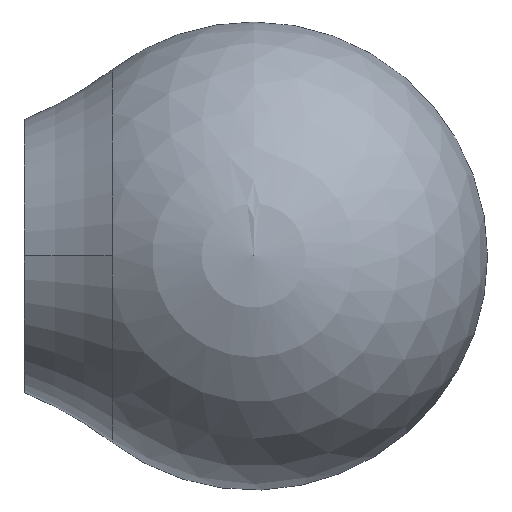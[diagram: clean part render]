
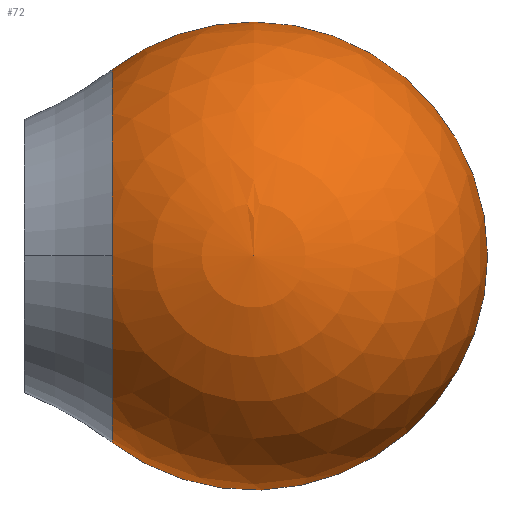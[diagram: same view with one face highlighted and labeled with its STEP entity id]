
A CAD part, top view. The second image highlights one B-rep face of the part: STEP entity #72.
In plain terms, the highlighted spherical face has radius 6 mm.
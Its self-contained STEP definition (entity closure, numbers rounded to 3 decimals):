
#3 = VERTEX_POINT ( 'NONE', #250 ) ;
#6 = ORIENTED_EDGE ( 'NONE', *, *, #93, .F. ) ;
#12 = CARTESIAN_POINT ( 'NONE',  ( 2.252, 0., 0. ) ) ;
#31 = CIRCLE ( 'NONE', #177, 4.784 ) ;
#34 = SPHERICAL_SURFACE ( 'NONE', #80, 6. ) ;
#45 = AXIS2_PLACEMENT_3D ( 'NONE', #12, #259, #239 ) ;
#65 = CIRCLE ( 'NONE', #160, 6. ) ;
#70 = AXIS2_PLACEMENT_3D ( 'NONE', #97, #75, #136 ) ;
#72 = ADVANCED_FACE ( 'NONE', ( #111 ), #34, .T. ) ;
#75 = DIRECTION ( 'NONE',  ( 0., 0., 1. ) ) ;
#78 = DIRECTION ( 'NONE',  ( 0., 0., -1. ) ) ;
#80 = AXIS2_PLACEMENT_3D ( 'NONE', #99, #214, #103 ) ;
#87 = EDGE_CURVE ( 'NONE', #3, #185, #31, .T. ) ;
#90 = ORIENTED_EDGE ( 'NONE', *, *, #150, .T. ) ;
#91 = ORIENTED_EDGE ( 'NONE', *, *, #87, .T. ) ;
#93 = EDGE_CURVE ( 'NONE', #144, #185, #65, .T. ) ;
#97 = CARTESIAN_POINT ( 'NONE',  ( 5.873, 0., 0. ) ) ;
#99 = CARTESIAN_POINT ( 'NONE',  ( 5.873, 0., 0. ) ) ;
#103 = DIRECTION ( 'NONE',  ( 0., 1., 0. ) ) ;
#105 = CARTESIAN_POINT ( 'NONE',  ( 2.252, -4.784, 0. ) ) ;
#109 = EDGE_LOOP ( 'NONE', ( #6, #90, #265, #91 ) ) ;
#111 = FACE_OUTER_BOUND ( 'NONE', #109, .T. ) ;
#136 = DIRECTION ( 'NONE',  ( 1., 0., 0. ) ) ;
#140 = EDGE_CURVE ( 'NONE', #209, #3, #147, .T. ) ;
#144 = VERTEX_POINT ( 'NONE', #217 ) ;
#147 = CIRCLE ( 'NONE', #45, 4.784 ) ;
#150 = EDGE_CURVE ( 'NONE', #144, #209, #204, .T. ) ;
#157 = CARTESIAN_POINT ( 'NONE',  ( 5.873, 0., 0. ) ) ;
#160 = AXIS2_PLACEMENT_3D ( 'NONE', #157, #172, #236 ) ;
#172 = DIRECTION ( 'NONE',  ( 0., 0., -1. ) ) ;
#177 = AXIS2_PLACEMENT_3D ( 'NONE', #178, #258, #78 ) ;
#178 = CARTESIAN_POINT ( 'NONE',  ( 2.252, 0., 0. ) ) ;
#185 = VERTEX_POINT ( 'NONE', #105 ) ;
#200 = CARTESIAN_POINT ( 'NONE',  ( 2.252, 4.784, 0. ) ) ;
#204 = CIRCLE ( 'NONE', #70, 6. ) ;
#209 = VERTEX_POINT ( 'NONE', #200 ) ;
#214 = DIRECTION ( 'NONE',  ( 0., 0., -1. ) ) ;
#217 = CARTESIAN_POINT ( 'NONE',  ( 11.873, 0., 0. ) ) ;
#236 = DIRECTION ( 'NONE',  ( 0., 1., 0. ) ) ;
#239 = DIRECTION ( 'NONE',  ( 0., 0., -1. ) ) ;
#250 = CARTESIAN_POINT ( 'NONE',  ( 2.252, 0., 4.784 ) ) ;
#258 = DIRECTION ( 'NONE',  ( 1., 0., 0. ) ) ;
#259 = DIRECTION ( 'NONE',  ( 1., 0., 0. ) ) ;
#265 = ORIENTED_EDGE ( 'NONE', *, *, #140, .T. ) ;
